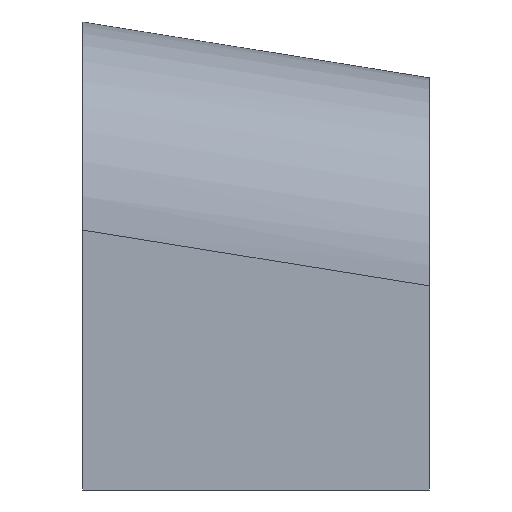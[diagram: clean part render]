
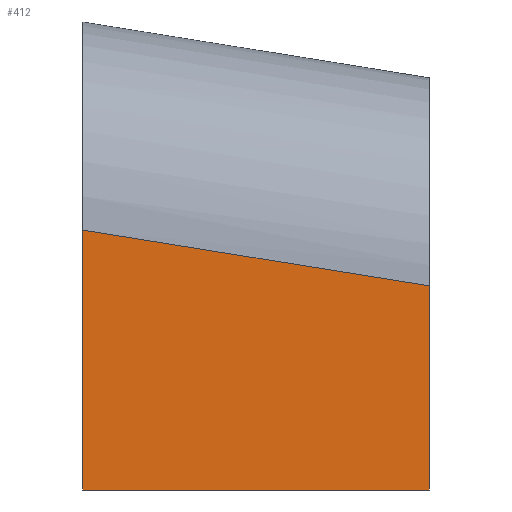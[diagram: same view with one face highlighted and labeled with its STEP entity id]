
A CAD part, left-side view. The second image highlights one B-rep face of the part: STEP entity #412.
In plain terms, the highlighted planar face has unit normal (-1, -0.016, 0).
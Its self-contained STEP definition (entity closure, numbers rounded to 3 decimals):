
#24 = VERTEX_POINT ( 'NONE', #6230 ) ;
#258 = FACE_OUTER_BOUND ( 'NONE', #8810, .T. ) ;
#412 = ADVANCED_FACE ( 'NONE', ( #258 ), #15371, .T. ) ;
#1439 = DIRECTION ( 'NONE',  ( 0., 0., -1. ) ) ;
#1921 = EDGE_CURVE ( 'NONE', #2912, #16605, #9584, .T. ) ;
#2025 = EDGE_CURVE ( 'NONE', #2912, #24, #17438, .T. ) ;
#2588 = VECTOR ( 'NONE', #5994, 1000. ) ;
#2912 = VERTEX_POINT ( 'NONE', #5232 ) ;
#4185 = VECTOR ( 'NONE', #8648, 1000. ) ;
#4221 = ORIENTED_EDGE ( 'NONE', *, *, #16942, .F. ) ;
#4506 = CARTESIAN_POINT ( 'NONE',  ( -850., 0., -375. ) ) ;
#4976 = ORIENTED_EDGE ( 'NONE', *, *, #6719, .F. ) ;
#5232 = CARTESIAN_POINT ( 'NONE',  ( -841.048, -555., -47.923 ) ) ;
#5994 = DIRECTION ( 'NONE',  ( -0.016, 0.987, 0.159 ) ) ;
#6230 = CARTESIAN_POINT ( 'NONE',  ( -841.048, -555., -375. ) ) ;
#6535 = ORIENTED_EDGE ( 'NONE', *, *, #2025, .F. ) ;
#6568 = DIRECTION ( 'NONE',  ( 0.016, -1., 0. ) ) ;
#6719 = EDGE_CURVE ( 'NONE', #14952, #16605, #10708, .T. ) ;
#8648 = DIRECTION ( 'NONE',  ( 0., 0., 1. ) ) ;
#8810 = EDGE_LOOP ( 'NONE', ( #6535, #12241, #4976, #4221 ) ) ;
#9584 = LINE ( 'NONE', #14862, #2588 ) ;
#9676 = CARTESIAN_POINT ( 'NONE',  ( -850., 0., 41.594 ) ) ;
#10485 = VECTOR ( 'NONE', #1439, 1000. ) ;
#10708 = LINE ( 'NONE', #14545, #4185 ) ;
#11645 = LINE ( 'NONE', #14264, #13762 ) ;
#11764 = CARTESIAN_POINT ( 'NONE',  ( -841.048, -555., 0. ) ) ;
#12241 = ORIENTED_EDGE ( 'NONE', *, *, #1921, .T. ) ;
#12893 = DIRECTION ( 'NONE',  ( -0.016, 1., 0. ) ) ;
#13762 = VECTOR ( 'NONE', #12893, 1000. ) ;
#13827 = CARTESIAN_POINT ( 'NONE',  ( -849.779, -13.706, 0. ) ) ;
#14264 = CARTESIAN_POINT ( 'NONE',  ( -849.779, -13.706, -375. ) ) ;
#14545 = CARTESIAN_POINT ( 'NONE',  ( -850., 0., 375. ) ) ;
#14862 = CARTESIAN_POINT ( 'NONE',  ( -849.679, -19.896, 38.385 ) ) ;
#14952 = VERTEX_POINT ( 'NONE', #4506 ) ;
#15371 = PLANE ( 'NONE',  #18233 ) ;
#16605 = VERTEX_POINT ( 'NONE', #9676 ) ;
#16942 = EDGE_CURVE ( 'NONE', #24, #14952, #11645, .T. ) ;
#17438 = LINE ( 'NONE', #11764, #10485 ) ;
#18233 = AXIS2_PLACEMENT_3D ( 'NONE', #13827, #18288, #6568 ) ;
#18288 = DIRECTION ( 'NONE',  ( -1., -0.016, 0. ) ) ;
